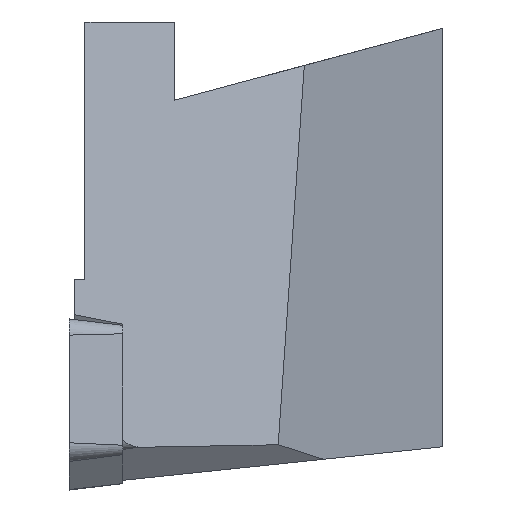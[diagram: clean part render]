
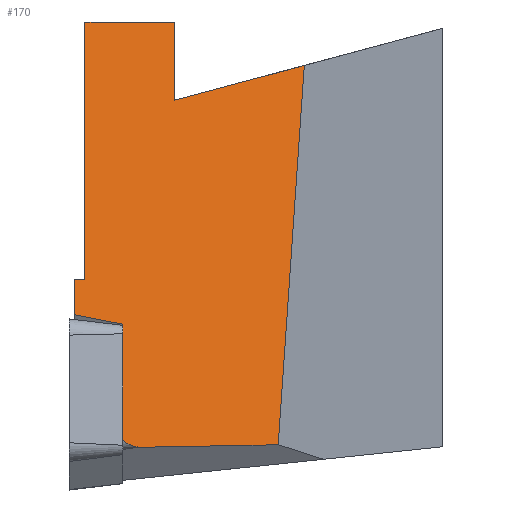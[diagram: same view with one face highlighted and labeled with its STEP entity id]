
A CAD part, left-side view. The second image highlights one B-rep face of the part: STEP entity #170.
In plain terms, the highlighted planar face has unit normal (-0.962, -0.259, 0.084).
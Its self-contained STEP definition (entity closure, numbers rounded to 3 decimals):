
#170=ADVANCED_FACE('',(#237),#211,.F.);
#211=PLANE('',#846);
#237=FACE_OUTER_BOUND('',#267,.T.);
#267=EDGE_LOOP('',(#322,#323,#324,#325,#326,#327,#328,#329,#330,#331,#332));
#319=ELLIPSE('',#845,1.932,0.5);
#322=ORIENTED_EDGE('',*,*,#570,.F.);
#323=ORIENTED_EDGE('',*,*,#571,.T.);
#324=ORIENTED_EDGE('',*,*,#572,.T.);
#325=ORIENTED_EDGE('',*,*,#573,.T.);
#326=ORIENTED_EDGE('',*,*,#574,.F.);
#327=ORIENTED_EDGE('',*,*,#575,.T.);
#328=ORIENTED_EDGE('',*,*,#576,.F.);
#329=ORIENTED_EDGE('',*,*,#577,.F.);
#330=ORIENTED_EDGE('',*,*,#578,.F.);
#331=ORIENTED_EDGE('',*,*,#579,.F.);
#332=ORIENTED_EDGE('',*,*,#580,.F.);
#506=VERTEX_POINT('',#1130);
#507=VERTEX_POINT('',#1131);
#508=VERTEX_POINT('',#1133);
#509=VERTEX_POINT('',#1135);
#510=VERTEX_POINT('',#1137);
#511=VERTEX_POINT('',#1139);
#512=VERTEX_POINT('',#1141);
#513=VERTEX_POINT('',#1143);
#514=VERTEX_POINT('',#1145);
#515=VERTEX_POINT('',#1147);
#516=VERTEX_POINT('',#1149);
#570=EDGE_CURVE('',#506,#507,#662,.T.);
#571=EDGE_CURVE('',#506,#508,#663,.T.);
#572=EDGE_CURVE('',#508,#509,#664,.T.);
#573=EDGE_CURVE('',#509,#510,#319,.T.);
#574=EDGE_CURVE('',#511,#510,#665,.T.);
#575=EDGE_CURVE('',#511,#512,#666,.T.);
#576=EDGE_CURVE('',#513,#512,#667,.T.);
#577=EDGE_CURVE('',#514,#513,#668,.T.);
#578=EDGE_CURVE('',#515,#514,#669,.T.);
#579=EDGE_CURVE('',#516,#515,#670,.T.);
#580=EDGE_CURVE('',#507,#516,#671,.T.);
#662=LINE('',#1129,#723);
#663=LINE('',#1132,#724);
#664=LINE('',#1134,#725);
#665=LINE('',#1138,#726);
#666=LINE('',#1140,#727);
#667=LINE('',#1142,#728);
#668=LINE('',#1144,#729);
#669=LINE('',#1146,#730);
#670=LINE('',#1148,#731);
#671=LINE('',#1150,#732);
#723=VECTOR('',#921,1.);
#724=VECTOR('',#922,1.);
#725=VECTOR('',#923,1.);
#726=VECTOR('',#926,1.);
#727=VECTOR('',#927,1.);
#728=VECTOR('',#928,1.);
#729=VECTOR('',#929,1.);
#730=VECTOR('',#930,1.);
#731=VECTOR('',#931,1.);
#732=VECTOR('',#932,1.);
#845=AXIS2_PLACEMENT_3D('',#1136,#924,#925);
#846=AXIS2_PLACEMENT_3D('',#1151,#933,#934);
#921=DIRECTION('',(0.087,0.,0.996));
#922=DIRECTION('',(0.24,-0.953,-0.185));
#923=DIRECTION('',(-0.087,0.,-0.996));
#924=DIRECTION('',(-0.962,-0.259,0.084));
#925=DIRECTION('',(0.258,-0.966,-0.023));
#926=DIRECTION('',(-0.261,0.965,-0.017));
#927=DIRECTION('',(0.105,-0.068,0.992));
#928=DIRECTION('',(0.272,-0.93,0.249));
#929=DIRECTION('',(-0.087,0.,-0.996));
#930=DIRECTION('',(0.26,-0.966,0.));
#931=DIRECTION('',(0.087,0.,0.996));
#932=DIRECTION('',(0.26,-0.966,0.));
#933=DIRECTION('',(0.962,0.259,-0.084));
#934=DIRECTION('',(0.26,-0.966,0.));
#1129=CARTESIAN_POINT('',(-18.457,0.47,-15.138));
#1130=CARTESIAN_POINT('',(-17.972,0.47,-9.597));
#1131=CARTESIAN_POINT('',(-17.833,0.47,-8.004));
#1132=CARTESIAN_POINT('',(-17.445,-1.621,-10.004));
#1133=CARTESIAN_POINT('',(-17.43,-1.68,-10.015));
#1134=CARTESIAN_POINT('',(-17.398,-1.68,-9.639));
#1135=CARTESIAN_POINT('',(-17.877,-1.68,-15.118));
#1136=CARTESIAN_POINT('',(-17.379,-3.546,-15.162));
#1137=CARTESIAN_POINT('',(-17.724,-2.38,-15.523));
#1138=CARTESIAN_POINT('',(-17.919,-1.661,-15.536));
#1139=CARTESIAN_POINT('',(-16.03,-8.642,-15.41));
#1140=CARTESIAN_POINT('',(-15.493,-8.991,-10.344));
#1141=CARTESIAN_POINT('',(-14.231,-9.81,1.557));
#1142=CARTESIAN_POINT('',(-14.851,-7.69,0.989));
#1143=CARTESIAN_POINT('',(-15.93,-4.,0.));
#1144=CARTESIAN_POINT('',(-16.569,-4.,-7.299));
#1145=CARTESIAN_POINT('',(-15.624,-4.,3.5));
#1146=CARTESIAN_POINT('',(-21.316,17.164,3.5));
#1147=CARTESIAN_POINT('',(-16.7,0.,3.5));
#1148=CARTESIAN_POINT('',(-17.637,0.,-7.206));
#1149=CARTESIAN_POINT('',(-17.706,0.,-8.004));
#1150=CARTESIAN_POINT('',(-23.258,20.641,-8.004));
#1151=CARTESIAN_POINT('',(-17.398,-1.68,-9.639));
